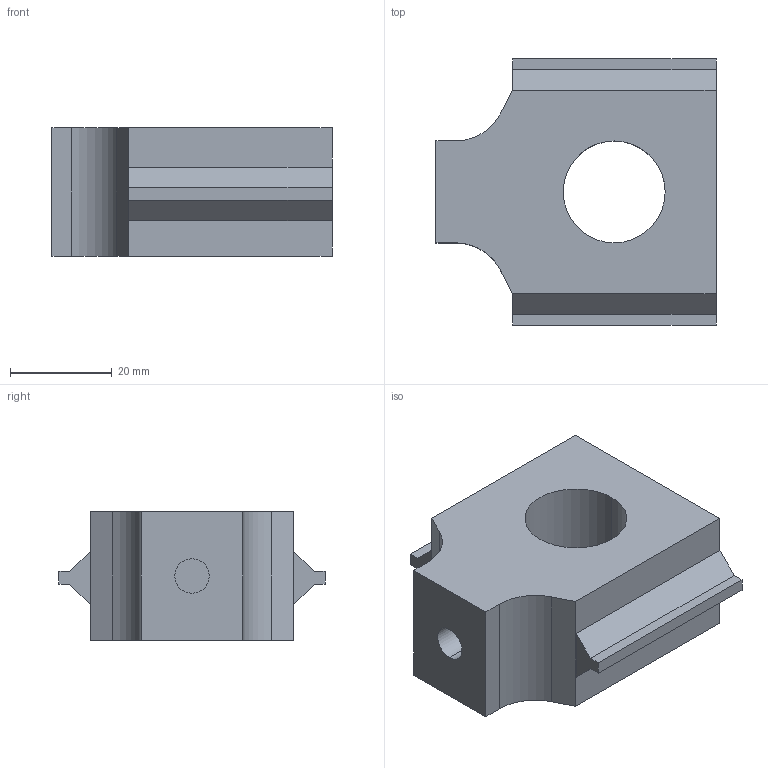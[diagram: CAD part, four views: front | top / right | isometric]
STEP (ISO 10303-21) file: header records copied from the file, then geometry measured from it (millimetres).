
FILE_DESCRIPTION(/* description */ ('VariCAD 2020-1.05 AP-214'),/* implementation_level */ '2;1');
FILE_NAME(/* name */ 'tendeur chaine z.stp',/* time_stamp */ '2021-03-30T20:06:33+01:00',/* author */ (''),/* organization */ (''),/* preprocessor_version */ 'VariCAD 2020-1.05',/* originating_system */ 'VariCAD 2020-1.05; kernel version (20180118)',/* authorisation */ '');
FILE_SCHEMA(('AUTOMOTIVE_DESIGN'));
Length unit declared in the file: millimetre
Products named in the file (2): tendeur chaine z
Assembly tree (1 placements, depth 2):
  tendeur chaine z
    (unnamed)
Bounding box: 55 x 52.3 x 25.2 mm (x, y, z)
Volume: 43371.9 mm3; surface area: 10547.3 mm2
Topology: 1 solids, 1 shells, 31 faces, 82 edges, 54 vertices
Faces by surface type: plane 25, cylinder 6
Entity records: 1010 total; most frequent: CARTESIAN_POINT 171, ORIENTED_EDGE 164, DIRECTION 164, EDGE_CURVE 82, LINE 70, VECTOR 70, VERTEX_POINT 54, AXIS2_PLACEMENT_3D 47
